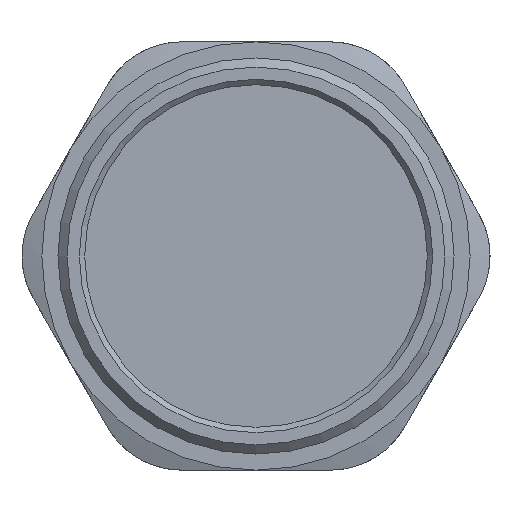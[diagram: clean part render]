
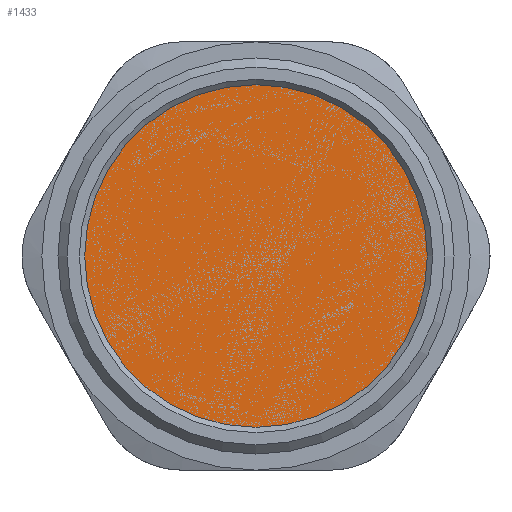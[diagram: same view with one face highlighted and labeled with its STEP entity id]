
A CAD part, front view. The second image highlights one B-rep face of the part: STEP entity #1433.
In plain terms, the highlighted planar face has unit normal (0, 1, 0).
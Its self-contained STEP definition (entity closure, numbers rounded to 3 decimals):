
#275=FACE_OUTER_BOUND('',#365,.T.);
#365=EDGE_LOOP('',(#1236));
#534=CIRCLE('',#1593,18.5);
#658=VERTEX_POINT('',#2740);
#852=EDGE_CURVE('',#658,#658,#534,.T.);
#1236=ORIENTED_EDGE('',*,*,#852,.T.);
#1267=PLANE('',#1592);
#1433=ADVANCED_FACE('',(#275),#1267,.T.);
#1592=AXIS2_PLACEMENT_3D('',#2739,#1940,#1941);
#1593=AXIS2_PLACEMENT_3D('',#2741,#1942,#1943);
#1940=DIRECTION('center_axis',(0.,1.,0.));
#1941=DIRECTION('ref_axis',(0.,0.,1.));
#1942=DIRECTION('center_axis',(0.,1.,0.));
#1943=DIRECTION('ref_axis',(1.,0.,0.));
#2739=CARTESIAN_POINT('Origin',(-2.358,-5.017,0.));
#2740=CARTESIAN_POINT('',(-20.858,-5.017,0.));
#2741=CARTESIAN_POINT('Origin',(-2.358,-5.017,0.));
